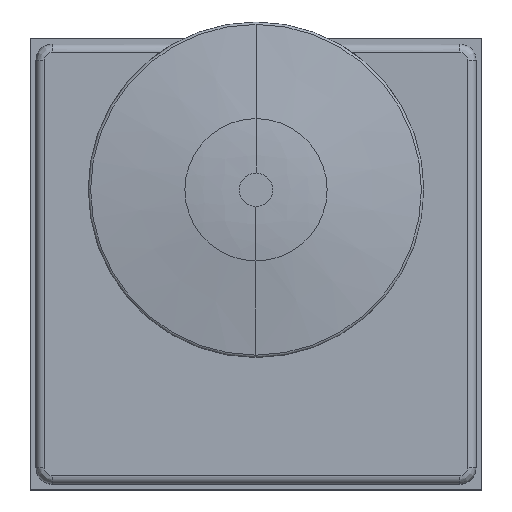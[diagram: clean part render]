
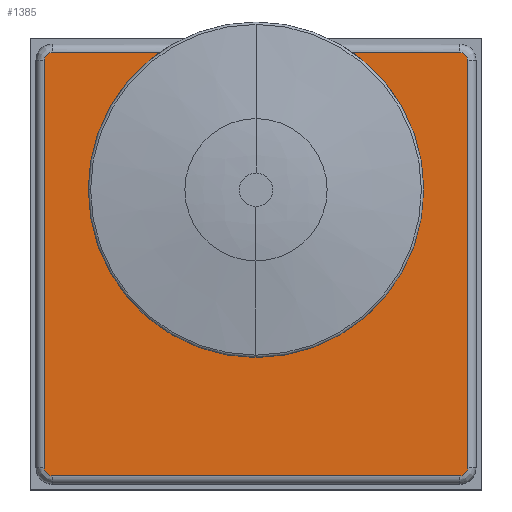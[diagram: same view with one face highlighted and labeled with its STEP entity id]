
A CAD part, top view. The second image highlights one B-rep face of the part: STEP entity #1385.
In plain terms, the highlighted planar face has unit normal (0, 0, 1).
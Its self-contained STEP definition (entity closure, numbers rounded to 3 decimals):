
#186=CARTESIAN_POINT('',(0.,0.,37.));
#187=DIRECTION('',(0.,0.,1.));
#188=DIRECTION('',(-0.573,0.82,0.));
#189=AXIS2_PLACEMENT_3D('',#186,#187,#188);
#204=CARTESIAN_POINT('',(0.,0.,37.));
#205=DIRECTION('',(0.,0.,1.));
#206=DIRECTION('',(1.,0.,0.));
#207=AXIS2_PLACEMENT_3D('',#204,#205,#206);
#213=DIRECTION('',(-1.,0.,0.));
#214=VECTOR('',#213,19.529);
#215=CARTESIAN_POINT('',(37.,25.,37.));
#216=LINE('',#215,#214);
#217=CARTESIAN_POINT('',(37.,23.5,37.));
#218=DIRECTION('',(0.,0.,1.));
#219=DIRECTION('',(1.,0.,0.));
#220=AXIS2_PLACEMENT_3D('',#217,#218,#219);
#222=DIRECTION('',(0.,1.,0.));
#223=VECTOR('',#222,74.);
#224=CARTESIAN_POINT('',(38.5,-50.5,37.));
#225=LINE('',#224,#223);
#226=CARTESIAN_POINT('',(37.,-50.5,37.));
#227=DIRECTION('',(0.,0.,1.));
#228=DIRECTION('',(0.,-1.,0.));
#229=AXIS2_PLACEMENT_3D('',#226,#227,#228);
#231=DIRECTION('',(1.,0.,0.));
#232=VECTOR('',#231,74.);
#233=CARTESIAN_POINT('',(-37.,-52.,37.));
#234=LINE('',#233,#232);
#235=CARTESIAN_POINT('',(-37.,-50.5,37.));
#236=DIRECTION('',(0.,0.,1.));
#237=DIRECTION('',(-1.,0.,0.));
#238=AXIS2_PLACEMENT_3D('',#235,#236,#237);
#240=DIRECTION('',(0.,-1.,0.));
#241=VECTOR('',#240,74.);
#242=CARTESIAN_POINT('',(-38.5,23.5,37.));
#243=LINE('',#242,#241);
#244=CARTESIAN_POINT('',(-37.,23.5,37.));
#245=DIRECTION('',(0.,0.,1.));
#246=DIRECTION('',(0.,1.,0.));
#247=AXIS2_PLACEMENT_3D('',#244,#245,#246);
#249=DIRECTION('',(-1.,0.,0.));
#250=VECTOR('',#249,19.529);
#251=CARTESIAN_POINT('',(-17.471,25.,37.));
#252=LINE('',#251,#250);
#672=CARTESIAN_POINT('',(0.,0.,37.));
#673=DIRECTION('',(0.,0.,1.));
#674=DIRECTION('',(-1.,0.,0.));
#675=AXIS2_PLACEMENT_3D('',#672,#673,#674);
#786=CARTESIAN_POINT('',(-30.5,0.,37.));
#787=CARTESIAN_POINT('',(30.5,0.,37.));
#788=VERTEX_POINT('',#786);
#789=VERTEX_POINT('',#787);
#820=CARTESIAN_POINT('',(37.,25.,37.));
#821=CARTESIAN_POINT('',(17.471,25.,37.));
#822=VERTEX_POINT('',#820);
#823=VERTEX_POINT('',#821);
#824=CARTESIAN_POINT('',(38.5,23.5,37.));
#825=VERTEX_POINT('',#824);
#828=CARTESIAN_POINT('',(38.5,-50.5,37.));
#829=VERTEX_POINT('',#828);
#832=CARTESIAN_POINT('',(37.,-52.,37.));
#833=VERTEX_POINT('',#832);
#836=CARTESIAN_POINT('',(-37.,-52.,37.));
#837=VERTEX_POINT('',#836);
#840=CARTESIAN_POINT('',(-38.5,-50.5,37.));
#841=VERTEX_POINT('',#840);
#844=CARTESIAN_POINT('',(-38.5,23.5,37.));
#845=VERTEX_POINT('',#844);
#848=CARTESIAN_POINT('',(-37.,25.,37.));
#849=VERTEX_POINT('',#848);
#852=CARTESIAN_POINT('',(-17.471,25.,37.));
#853=VERTEX_POINT('',#852);
#1356=CARTESIAN_POINT('',(0.,0.,37.));
#1357=DIRECTION('',(0.,0.,1.));
#1358=DIRECTION('',(1.,0.,0.));
#1359=AXIS2_PLACEMENT_3D('',#1356,#1357,#1358);
#1360=PLANE('',#1359);
#1362=ORIENTED_EDGE('',*,*,#1361,.F.);
#1364=ORIENTED_EDGE('',*,*,#1363,.F.);
#1366=ORIENTED_EDGE('',*,*,#1365,.F.);
#1368=ORIENTED_EDGE('',*,*,#1367,.F.);
#1370=ORIENTED_EDGE('',*,*,#1369,.F.);
#1372=ORIENTED_EDGE('',*,*,#1371,.F.);
#1374=ORIENTED_EDGE('',*,*,#1373,.F.);
#1376=ORIENTED_EDGE('',*,*,#1375,.F.);
#1378=ORIENTED_EDGE('',*,*,#1377,.F.);
#1379=ORIENTED_EDGE('',*,*,#1328,.T.);
#1381=ORIENTED_EDGE('',*,*,#1380,.T.);
#1382=ORIENTED_EDGE('',*,*,#1338,.T.);
#1383=EDGE_LOOP('',(#1362,#1364,#1366,#1368,#1370,#1372,#1374,#1376,#1378,#1379,
#1381,#1382));
#1384=FACE_OUTER_BOUND('',#1383,.F.);
#190=CIRCLE('',#189,30.5);
#208=CIRCLE('',#207,30.5);
#221=CIRCLE('',#220,1.5);
#230=CIRCLE('',#229,1.5);
#239=CIRCLE('',#238,1.5);
#248=CIRCLE('',#247,1.5);
#676=CIRCLE('',#675,30.5);
#1328=EDGE_CURVE('',#853,#788,#190,.T.);
#1338=EDGE_CURVE('',#789,#823,#208,.T.);
#1361=EDGE_CURVE('',#822,#823,#216,.T.);
#1363=EDGE_CURVE('',#825,#822,#221,.T.);
#1365=EDGE_CURVE('',#829,#825,#225,.T.);
#1367=EDGE_CURVE('',#833,#829,#230,.T.);
#1369=EDGE_CURVE('',#837,#833,#234,.T.);
#1371=EDGE_CURVE('',#841,#837,#239,.T.);
#1373=EDGE_CURVE('',#845,#841,#243,.T.);
#1375=EDGE_CURVE('',#849,#845,#248,.T.);
#1377=EDGE_CURVE('',#853,#849,#252,.T.);
#1380=EDGE_CURVE('',#788,#789,#676,.T.);
#1385=ADVANCED_FACE('',(#1384),#1360,.T.);
